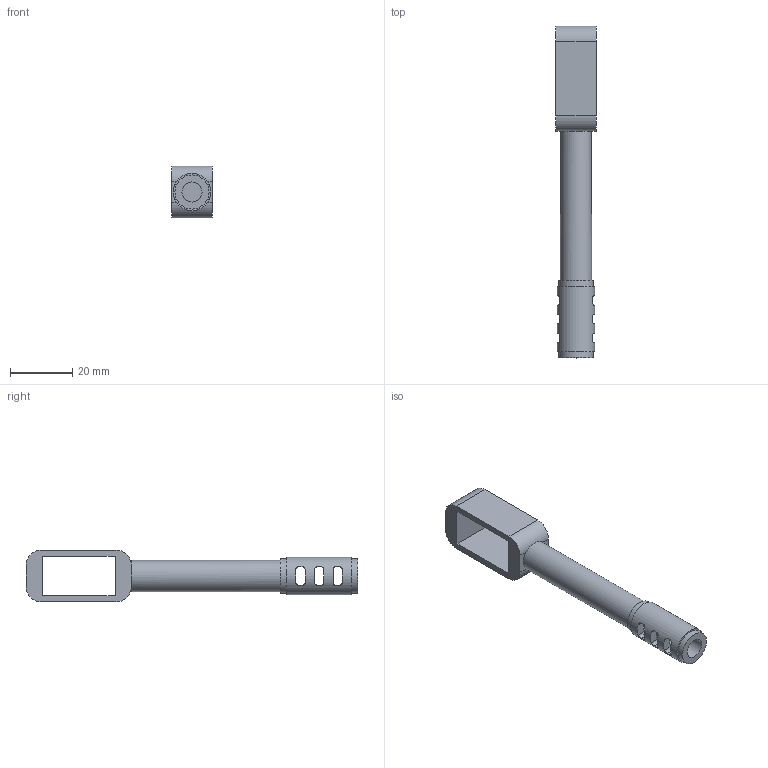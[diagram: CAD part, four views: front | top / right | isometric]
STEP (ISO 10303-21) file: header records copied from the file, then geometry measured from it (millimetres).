
FILE_DESCRIPTION(('TFLEX Exchange Step'),'2;1');
FILE_NAME('pushka_s_servoi_774_1.stp', '2022-04-03T22:03:26+03:00',('ilya'),('Unknown organisation'),'TFLEX Exchange 2022.0','T-FLEX CAD','Unknown authorisation');
FILE_SCHEMA( ('AUTOMOTIVE_DESIGN { 1 0 10303 214 1 1 1 1 }') );
Length unit declared in the file: millimetre
Products named in the file (1): Nodes
Bounding box: 13 x 106.8 x 16.7 mm (x, y, z)
Volume: 6831.4 mm3; surface area: 6788.7 mm2
Topology: 1 solids, 1 shells, 74 faces, 222 edges, 147 vertices
Faces by surface type: plane 41, cylinder 33
Full cylindrical faces by diameter (mm): 6.5 x1, 10 x1, 11 x2, 12 x1
Entity records: 3493 total; most frequent: CARTESIAN_POINT 1512, ORIENTED_EDGE 444, DIRECTION 363, EDGE_CURVE 222, VERTEX_POINT 147, AXIS2_PLACEMENT_3D 130, VECTOR 103, LINE 103
